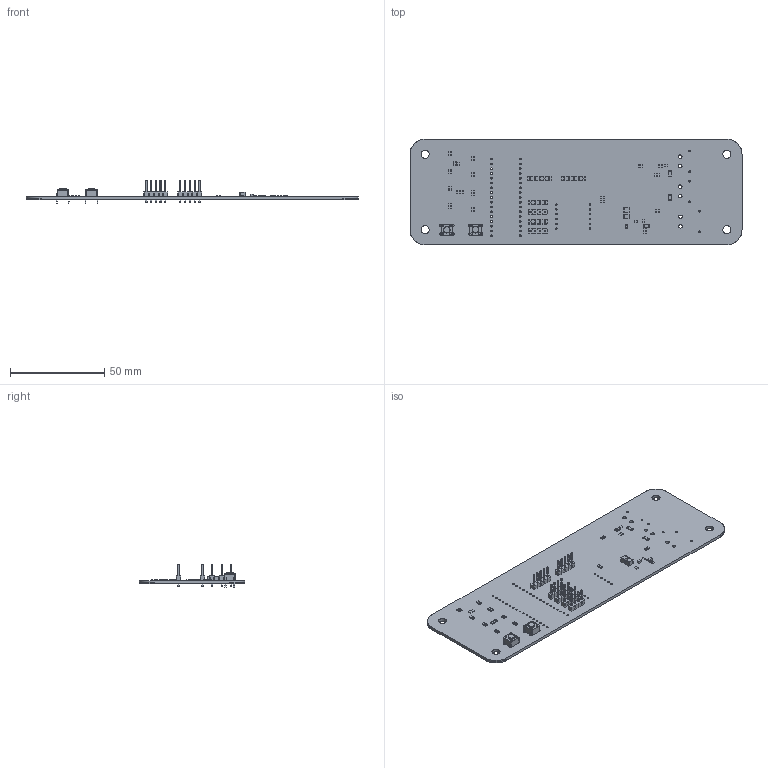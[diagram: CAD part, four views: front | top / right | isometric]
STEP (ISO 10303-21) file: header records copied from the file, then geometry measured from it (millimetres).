
FILE_DESCRIPTION(('KiCad electronic assembly'),'2;1');
FILE_NAME('2.12 Mobile Robot.step','2024-03-10T21:42:21',('Pcbnew'),( 'Kicad'),'Open CASCADE STEP processor 7.6','KiCad to STEP converter' ,'Unknown');
FILE_SCHEMA(('AUTOMOTIVE_DESIGN { 1 0 10303 214 1 1 1 1 }'));
Length unit declared in the file: millimetre
Products named in the file (18): 2.12 Mobile Robot 1; R_0603_1608Metric; SOLID; Fuse_1206_3216Metric; C_1210_3225Metric; PinHeader_1x05_P2.54mm_Vertical; PinHeader_1x04_P2.54mm_Vertical; R_0805_2012Metric; SW_PUSH_6mm; C_0805_2012Metric; PCB
Assembly tree (59 placements, depth 3):
  2.12 Mobile Robot 1
    R_0603_1608Metric  x34
      SOLID
    Fuse_1206_3216Metric  x3
      SOLID
    C_1210_3225Metric  x2
      SOLID
    PinHeader_1x05_P2.54mm_Vertical  x2
      SOLID
    PinHeader_1x04_P2.54mm_Vertical  x4
      SOLID
    R_0805_2012Metric  x2
      SOLID
    SW_PUSH_6mm  x2
      SOLID
    C_0805_2012Metric
      SOLID
    PCB
Bounding box: 176 x 56 x 12.04 mm (x, y, z)
Volume: 16136.8 mm3; surface area: 22653.5 mm2
Topology: 51 solids, 51 shells, 2146 faces, 5530 edges, 3554 vertices
Faces by surface type: plane 1618, cylinder 526, torus 2
Full cylindrical faces by diameter (mm): 0.762 x12, 0.9 x34, 1 x40, 1.1 x8, 1.9 x6, 3.5 x2, 4.3 x4
Entity records: 47517 total; most frequent: CARTESIAN_POINT 8671, DIRECTION 6687, LINE 4438, VECTOR 4438, ORIENTED_EDGE 3446, PCURVE 3446, DEFINITIONAL_REPRESENTATION 3446, EDGE_CURVE 1723
